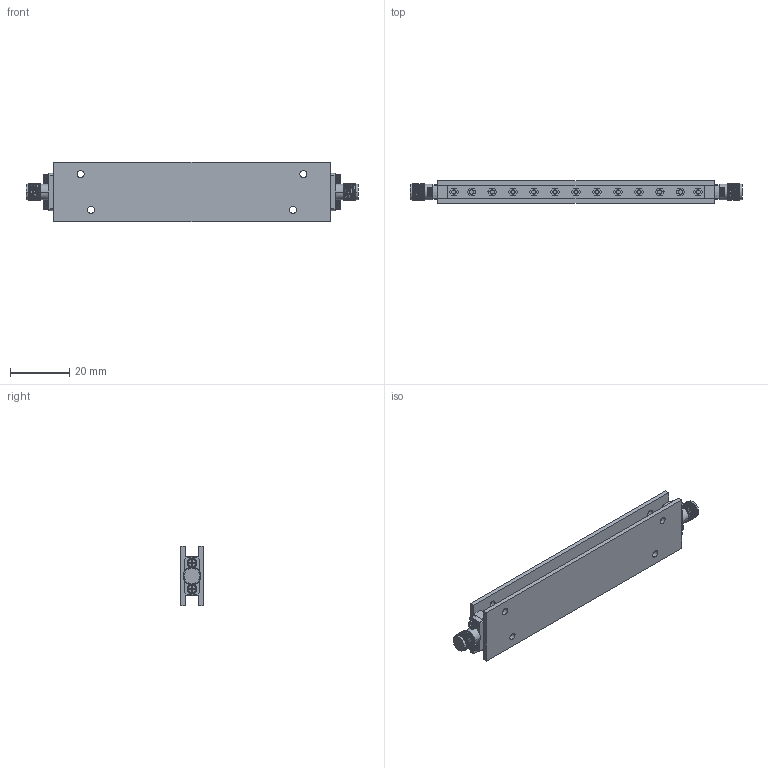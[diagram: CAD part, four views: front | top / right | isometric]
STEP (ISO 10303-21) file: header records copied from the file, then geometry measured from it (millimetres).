
FILE_DESCRIPTION (( 'STEP AP214' ), '1' );
FILE_NAME ('CF-BK-X1.STEP', '2025-10-08T18:10:18', ( '' ), ( '' ), 'SwSTEP 2.0', 'SolidWorks 2021', '' );
FILE_SCHEMA (( 'AUTOMOTIVE_DESIGN' ));
Length unit declared in the file: inch
Products named in the file (1): CF-BK-X1
Bounding box: 111.8 x 7.5 x 20 mm (x, y, z)
Volume: 9575.7 mm3; surface area: 8614.8 mm2
Topology: 3 solids, 30 shells, 899 faces, 2260 edges, 1443 vertices
Faces by surface type: plane 366, cone 258, cylinder 231, torus 24, bspline 12, sphere 8
Entity records: 41714 total; most frequent: CARTESIAN_POINT 9223, ORIENTED_EDGE 4488, DIRECTION 4287, EDGE_CURVE 2244, AXIS2_PLACEMENT_3D 1635, VERTEX_POINT 1435, VECTOR 1017, LINE 1017
